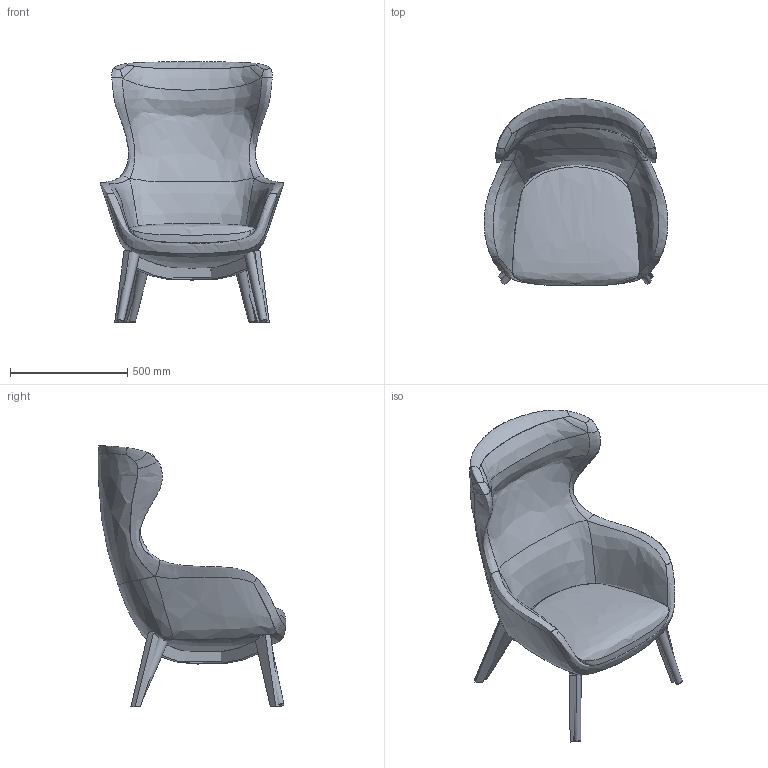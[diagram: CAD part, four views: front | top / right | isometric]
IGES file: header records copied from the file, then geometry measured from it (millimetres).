
Bounding box: 783.63 x 799.43 x 1113.23 mm (x, y, z)
Surface area: 3711618.6 mm2 (no closed solid volume)
Topology: 0 solids, 0 shells, 128 faces, 606 edges, 566 vertices
Faces by surface type: bspline 128
